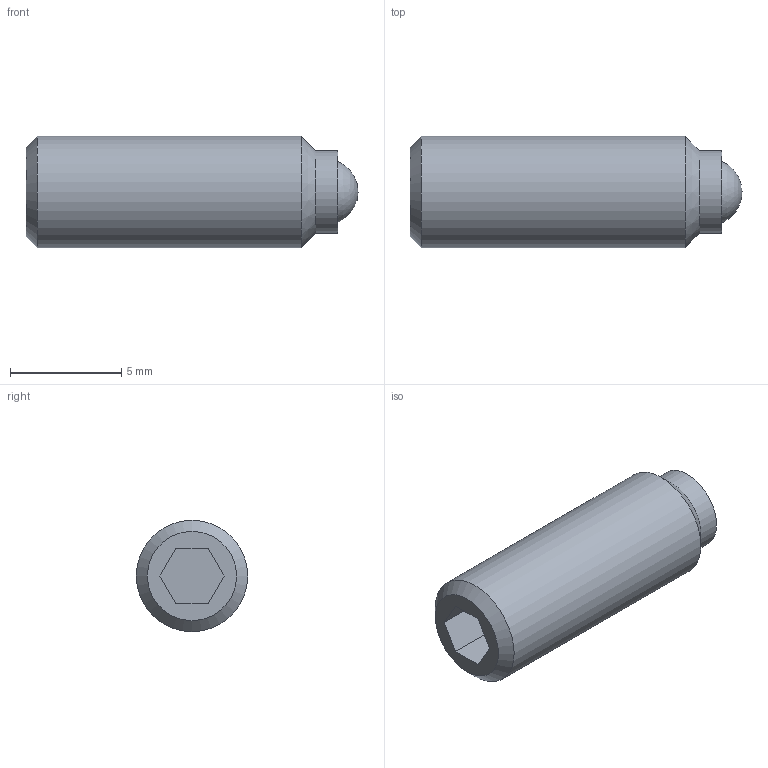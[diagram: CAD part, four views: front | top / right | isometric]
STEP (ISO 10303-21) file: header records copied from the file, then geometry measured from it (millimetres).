
FILE_DESCRIPTION( ( 'STEP AP214' ), '1' );
FILE_NAME( 'K0315.05__0_.stp', '2020-12-02T10:43:04', ( '' ), ( '' ), ' ', 'PARTsolutions', ' ' );
FILE_SCHEMA( ( 'AUTOMOTIVE_DESIGN { 1 0 10303 214 1 1 1 1 }' ) );
Length unit declared in the file: millimetre
Products named in the file (1): _K0315.05_(0)
Bounding box: 14.9 x 5 x 5 mm (x, y, z)
Volume: 191.4 mm3; surface area: 382.2 mm2
Topology: 1 solids, 2 shells, 18 faces, 40 edges, 26 vertices
Faces by surface type: plane 10, cylinder 4, sphere 2, cone 2
Full cylindrical faces by diameter (mm): 2.98 x2, 3.7 x1, 5 x1
Entity records: 578 total; most frequent: DIRECTION 74, CARTESIAN_POINT 69, ORIENTED_EDGE 54, AXIS2_PLACEMENT_3D 28, EDGE_CURVE 27, EDGE_LOOP 26, VERTEX_POINT 23, FACE_OUTER_BOUND 22
